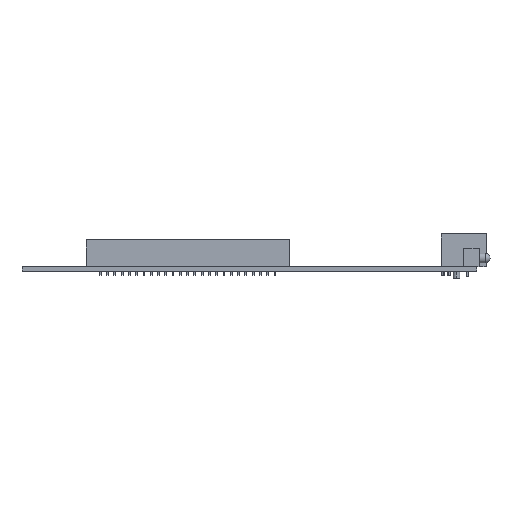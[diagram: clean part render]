
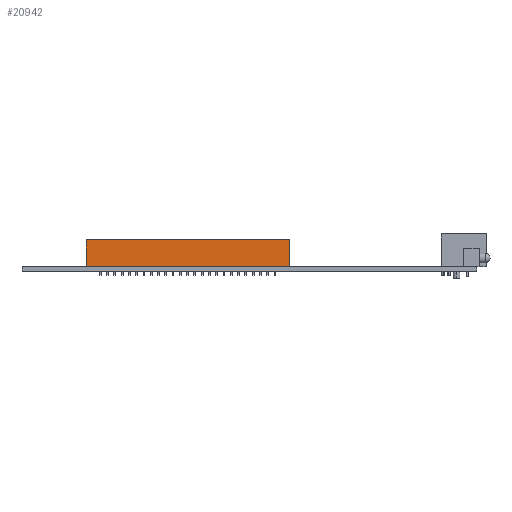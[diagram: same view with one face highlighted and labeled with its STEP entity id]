
A CAD part, top view. The second image highlights one B-rep face of the part: STEP entity #20942.
In plain terms, the highlighted planar face has unit normal (0, 0, 1).
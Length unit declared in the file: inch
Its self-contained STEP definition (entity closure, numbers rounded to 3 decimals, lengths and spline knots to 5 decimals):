
#4919=DIRECTION('',(1.,0.,0.));
#4920=VECTOR('',#4919,2.79);
#4921=CARTESIAN_POINT('',(-2.243,0.063,1.721));
#4922=LINE('',#4921,#4920);
#4947=DIRECTION('',(0.,1.,0.));
#4948=VECTOR('',#4947,0.37);
#4949=CARTESIAN_POINT('',(0.547,0.063,1.721));
#4950=LINE('',#4949,#4948);
#4951=DIRECTION('',(0.,1.,0.));
#4952=VECTOR('',#4951,0.37);
#4953=CARTESIAN_POINT('',(-2.243,0.063,1.721));
#4954=LINE('',#4953,#4952);
#4967=DIRECTION('',(1.,0.,0.));
#4968=VECTOR('',#4967,2.79);
#4969=CARTESIAN_POINT('',(-2.243,0.433,1.721));
#4970=LINE('',#4969,#4968);
#11425=CARTESIAN_POINT('',(-2.243,0.063,1.721));
#11426=CARTESIAN_POINT('',(0.547,0.063,1.721));
#11427=VERTEX_POINT('',#11425);
#11428=VERTEX_POINT('',#11426);
#11430=CARTESIAN_POINT('',(-2.243,0.433,1.721));
#11432=VERTEX_POINT('',#11430);
#11433=CARTESIAN_POINT('',(0.547,0.433,1.721));
#11434=VERTEX_POINT('',#11433);
#20930=CARTESIAN_POINT('',(-2.243,0.063,1.721));
#20931=DIRECTION('',(0.,0.,1.));
#20932=DIRECTION('',(1.,0.,0.));
#20933=AXIS2_PLACEMENT_3D('',#20930,#20931,#20932);
#20934=PLANE('',#20933);
#20935=ORIENTED_EDGE('',*,*,#20870,.F.);
#20936=ORIENTED_EDGE('',*,*,#20887,.T.);
#20938=ORIENTED_EDGE('',*,*,#20937,.T.);
#20939=ORIENTED_EDGE('',*,*,#20922,.F.);
#20940=EDGE_LOOP('',(#20935,#20936,#20938,#20939));
#20941=FACE_OUTER_BOUND('',#20940,.F.);
#20942=ADVANCED_FACE('',(#20941),#20934,.T.);
#20870=EDGE_CURVE('',#11427,#11428,#4922,.T.);
#20887=EDGE_CURVE('',#11427,#11432,#4954,.T.);
#20922=EDGE_CURVE('',#11428,#11434,#4950,.T.);
#20937=EDGE_CURVE('',#11432,#11434,#4970,.T.);
